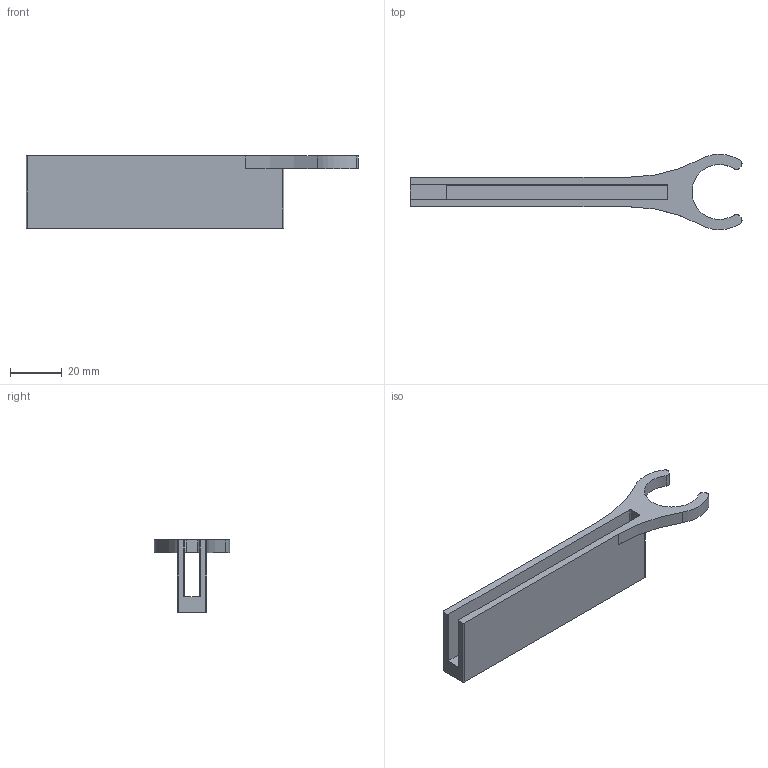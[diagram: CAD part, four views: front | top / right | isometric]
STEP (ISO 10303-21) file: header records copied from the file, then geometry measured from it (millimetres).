
FILE_DESCRIPTION(/* description */ (''),/* implementation_level */ '2;1');
FILE_NAME(/* name */ 'SyringeReservoirOrmerodMount.stp',/* time_stamp */ '2015-09-04T14:35:03+01:00',/* author */ ('Oliver'),/* organization */ (''),/* preprocessor_version */ 'ST-DEVELOPER v15.6',/* originating_system */ 'Autodesk Inventor 2015',/* authorisation */ '');
FILE_SCHEMA (('AUTOMOTIVE_DESIGN { 1 0 10303 214 3 1 1 }'));
Length unit declared in the file: millimetre
Products named in the file (1): SyringeReservoirOrmerodMount
Bounding box: 128.75 x 29.28 x 28 mm (x, y, z)
Volume: 20504.3 mm3; surface area: 14492.7 mm2
Topology: 1 solids, 1 shells, 34 faces, 100 edges, 66 vertices
Faces by surface type: cylinder 19, plane 15
Entity records: 1174 total; most frequent: DIRECTION 208, CARTESIAN_POINT 201, ORIENTED_EDGE 200, EDGE_CURVE 100, AXIS2_PLACEMENT_3D 73, VERTEX_POINT 66, LINE 62, VECTOR 62
